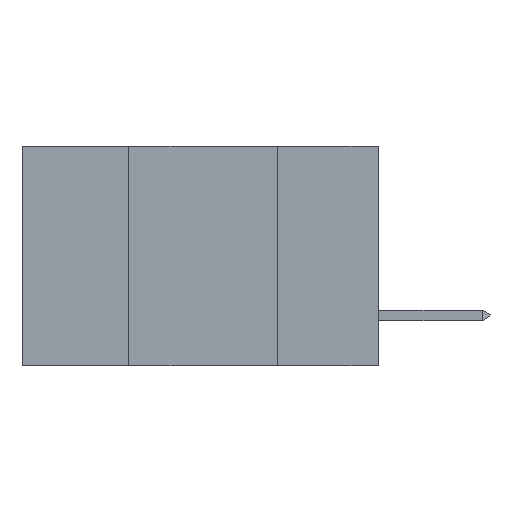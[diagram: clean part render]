
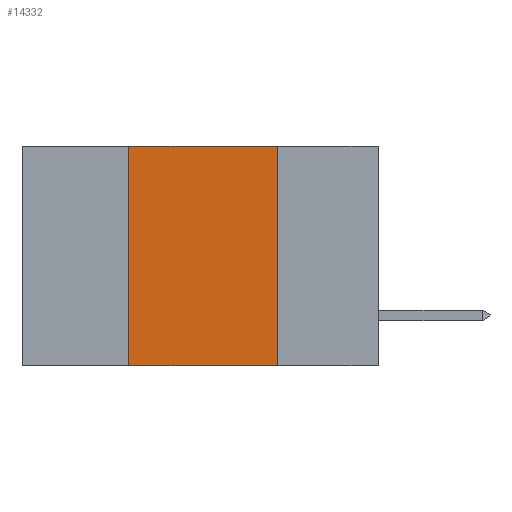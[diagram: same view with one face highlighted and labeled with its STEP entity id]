
A CAD part, left-side view. The second image highlights one B-rep face of the part: STEP entity #14332.
In plain terms, the highlighted planar face has unit normal (-1, 0, 0).
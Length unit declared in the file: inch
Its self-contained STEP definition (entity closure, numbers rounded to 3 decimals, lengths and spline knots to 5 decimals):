
#336 = LINE ( 'NONE', #2730, #20464 ) ;
#357 = EDGE_CURVE ( 'NONE', #19763, #19027, #13640, .T. ) ;
#535 = VERTEX_POINT ( 'NONE', #4030 ) ;
#707 = VECTOR ( 'NONE', #22501, 39.37008 ) ;
#942 = PLANE ( 'NONE',  #20698 ) ;
#2507 = CARTESIAN_POINT ( 'NONE',  ( 0., 0.42, -0.37 ) ) ;
#2730 = CARTESIAN_POINT ( 'NONE',  ( 0., 0.17, -0.37 ) ) ;
#3784 = VERTEX_POINT ( 'NONE', #7990 ) ;
#4030 = CARTESIAN_POINT ( 'NONE',  ( 0., 0.17, -0.37 ) ) ;
#4408 = DIRECTION ( 'NONE',  ( 1., 0., 0. ) ) ;
#4523 = DIRECTION ( 'NONE',  ( 0., 0., -1. ) ) ;
#6036 = DIRECTION ( 'NONE',  ( 0., -1., 0. ) ) ;
#7812 = DIRECTION ( 'NONE',  ( 0., 0., -1. ) ) ;
#7850 = FACE_OUTER_BOUND ( 'NONE', #8156, .T. ) ;
#7944 = ORIENTED_EDGE ( 'NONE', *, *, #12597, .T. ) ;
#7990 = CARTESIAN_POINT ( 'NONE',  ( 0., 0.17, 0. ) ) ;
#8082 = CARTESIAN_POINT ( 'NONE',  ( 0., 0.6, 0. ) ) ;
#8156 = EDGE_LOOP ( 'NONE', ( #16135, #11285, #21893, #7944 ) ) ;
#9037 = EDGE_CURVE ( 'NONE', #3784, #535, #336, .T. ) ;
#10514 = CARTESIAN_POINT ( 'NONE',  ( 0., 0.42, 0. ) ) ;
#10886 = VECTOR ( 'NONE', #13517, 39.37008 ) ;
#11285 = ORIENTED_EDGE ( 'NONE', *, *, #20737, .F. ) ;
#12597 = EDGE_CURVE ( 'NONE', #19763, #535, #18842, .T. ) ;
#13397 = LINE ( 'NONE', #14909, #10886 ) ;
#13517 = DIRECTION ( 'NONE',  ( 0., -1., 0. ) ) ;
#13640 = LINE ( 'NONE', #20651, #707 ) ;
#14332 = ADVANCED_FACE ( 'NONE', ( #7850 ), #942, .F. ) ;
#14909 = CARTESIAN_POINT ( 'NONE',  ( 0., 0.6, 0. ) ) ;
#15407 = VECTOR ( 'NONE', #6036, 39.37008 ) ;
#16135 = ORIENTED_EDGE ( 'NONE', *, *, #9037, .F. ) ;
#18383 = CARTESIAN_POINT ( 'NONE',  ( 0., 0.6, -0.37 ) ) ;
#18842 = LINE ( 'NONE', #18383, #15407 ) ;
#19027 = VERTEX_POINT ( 'NONE', #10514 ) ;
#19763 = VERTEX_POINT ( 'NONE', #2507 ) ;
#20464 = VECTOR ( 'NONE', #7812, 39.37008 ) ;
#20651 = CARTESIAN_POINT ( 'NONE',  ( 0., 0.42, -0.37 ) ) ;
#20698 = AXIS2_PLACEMENT_3D ( 'NONE', #8082, #4408, #4523 ) ;
#20737 = EDGE_CURVE ( 'NONE', #19027, #3784, #13397, .T. ) ;
#21893 = ORIENTED_EDGE ( 'NONE', *, *, #357, .F. ) ;
#22501 = DIRECTION ( 'NONE',  ( 0., 0., 1. ) ) ;
